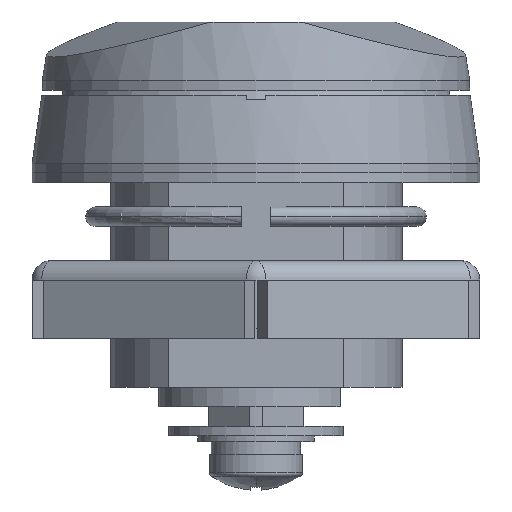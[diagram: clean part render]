
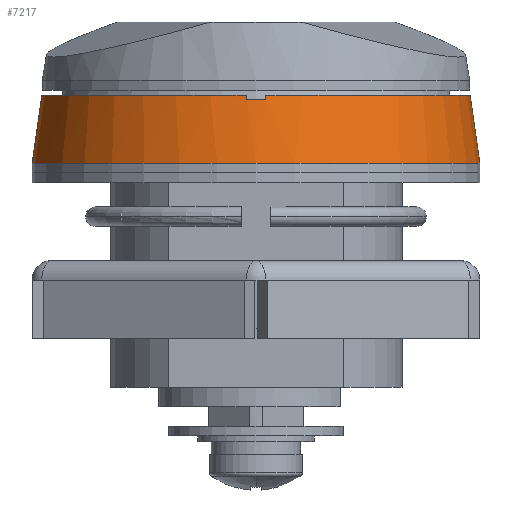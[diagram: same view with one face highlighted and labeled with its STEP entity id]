
A CAD part, front view. The second image highlights one B-rep face of the part: STEP entity #7217.
In plain terms, the highlighted conical face has half-angle 8.13 degrees and reference radius 23 mm.
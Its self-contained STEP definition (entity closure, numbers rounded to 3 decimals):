
#9 = EDGE_CURVE ( 'NONE', #910, #10218, #9818, .T. ) ;
#139 = VECTOR ( 'NONE', #4128, 1000. ) ;
#189 = CARTESIAN_POINT ( 'NONE',  ( 1., -22.028, -0.855 ) ) ;
#342 = LINE ( 'NONE', #10305, #551 ) ;
#532 = CARTESIAN_POINT ( 'NONE',  ( 22., 0., -0.5 ) ) ;
#551 = VECTOR ( 'NONE', #9157, 1000. ) ;
#849 = ORIENTED_EDGE ( 'NONE', *, *, #6763, .F. ) ;
#910 = VERTEX_POINT ( 'NONE', #10491 ) ;
#1041 = ORIENTED_EDGE ( 'NONE', *, *, #9, .T. ) ;
#1050 = EDGE_CURVE ( 'NONE', #3689, #910, #342, .T. ) ;
#1276 = CIRCLE ( 'NONE', #2840, 22.071 ) ;
#1330 = CARTESIAN_POINT ( 'NONE',  ( 1., -22.018, -0.783 ) ) ;
#1345 = DIRECTION ( 'NONE',  ( -1., 0., 0. ) ) ;
#1802 = AXIS2_PLACEMENT_3D ( 'NONE', #7857, #6719, #5584 ) ;
#1960 = AXIS2_PLACEMENT_3D ( 'NONE', #9030, #7901, #6772 ) ;
#1972 = CARTESIAN_POINT ( 'NONE',  ( -22., 0., -0.5 ) ) ;
#1978 = ORIENTED_EDGE ( 'NONE', *, *, #9406, .T. ) ;
#2076 = B_SPLINE_CURVE_WITH_KNOTS ( 'NONE', 3,
 ( #5880, #3595, #2456, #1330, #189, #10143, #9003 ),
 .UNSPECIFIED., .F., .F.,
 ( 4, 3, 4 ),
 ( 0.004, 0.004, 0.004 ),
 .UNSPECIFIED. ) ;
#2156 = ORIENTED_EDGE ( 'NONE', *, *, #8193, .T. ) ;
#2359 = CIRCLE ( 'NONE', #1802, 22. ) ;
#2456 = CARTESIAN_POINT ( 'NONE',  ( 1., -22.004, -0.689 ) ) ;
#2475 = DIRECTION ( 'NONE',  ( 0., 0., -1. ) ) ;
#2653 = B_SPLINE_CURVE_WITH_KNOTS ( 'NONE', 3,
 ( #10237, #9084, #7951, #6830, #5690, #4547, #3415 ),
 .UNSPECIFIED., .F., .F.,
 ( 4, 3, 4 ),
 ( 0.004, 0.004, 0.004 ),
 .UNSPECIFIED. ) ;
#2840 = AXIS2_PLACEMENT_3D ( 'NONE', #7613, #6472, #5331 ) ;
#2916 = CONICAL_SURFACE ( 'NONE', #6494, 23., 0.142 ) ;
#3288 = VERTEX_POINT ( 'NONE', #4531 ) ;
#3415 = CARTESIAN_POINT ( 'NONE',  ( -1., -21.977, -0.5 ) ) ;
#3595 = CARTESIAN_POINT ( 'NONE',  ( 1., -21.991, -0.594 ) ) ;
#3689 = VERTEX_POINT ( 'NONE', #1972 ) ;
#3855 = VERTEX_POINT ( 'NONE', #6922 ) ;
#3892 = ORIENTED_EDGE ( 'NONE', *, *, #11011, .F. ) ;
#4128 = DIRECTION ( 'NONE',  ( 0.141, 0., -0.99 ) ) ;
#4318 = ORIENTED_EDGE ( 'NONE', *, *, #4707, .T. ) ;
#4505 = VERTEX_POINT ( 'NONE', #6616 ) ;
#4531 = CARTESIAN_POINT ( 'NONE',  ( -1., -21.977, -0.5 ) ) ;
#4547 = CARTESIAN_POINT ( 'NONE',  ( -1., -21.991, -0.594 ) ) ;
#4556 = CARTESIAN_POINT ( 'NONE',  ( 1., -21.977, -0.5 ) ) ;
#4707 = EDGE_CURVE ( 'NONE', #6179, #4505, #2076, .T. ) ;
#4856 = VERTEX_POINT ( 'NONE', #532 ) ;
#4913 = ORIENTED_EDGE ( 'NONE', *, *, #8487, .F. ) ;
#5075 = FACE_OUTER_BOUND ( 'NONE', #6241, .T. ) ;
#5261 = CARTESIAN_POINT ( 'NONE',  ( 23., 0., -7.5 ) ) ;
#5331 = DIRECTION ( 'NONE',  ( -1., 0., 0. ) ) ;
#5584 = DIRECTION ( 'NONE',  ( 1., 0., 0. ) ) ;
#5690 = CARTESIAN_POINT ( 'NONE',  ( -1., -22.004, -0.689 ) ) ;
#5880 = CARTESIAN_POINT ( 'NONE',  ( 1., -21.977, -0.5 ) ) ;
#6001 = DIRECTION ( 'NONE',  ( 1., 0., 0. ) ) ;
#6179 = VERTEX_POINT ( 'NONE', #4556 ) ;
#6241 = EDGE_LOOP ( 'NONE', ( #4913, #3892, #4318, #2156, #1978, #849, #10909, #1041 ) ) ;
#6399 = LINE ( 'NONE', #5261, #139 ) ;
#6472 = DIRECTION ( 'NONE',  ( 0., 0., -1. ) ) ;
#6494 = AXIS2_PLACEMENT_3D ( 'NONE', #7018, #2475, #1345 ) ;
#6499 = CIRCLE ( 'NONE', #1960, 22. ) ;
#6616 = CARTESIAN_POINT ( 'NONE',  ( 1., -22.049, -1. ) ) ;
#6719 = DIRECTION ( 'NONE',  ( 0., 0., 1. ) ) ;
#6736 = CARTESIAN_POINT ( 'NONE',  ( 23., 0., -7.5 ) ) ;
#6763 = EDGE_CURVE ( 'NONE', #3689, #3288, #6499, .T. ) ;
#6772 = DIRECTION ( 'NONE',  ( 1., 0., 0. ) ) ;
#6830 = CARTESIAN_POINT ( 'NONE',  ( -1., -22.018, -0.783 ) ) ;
#6922 = CARTESIAN_POINT ( 'NONE',  ( -1., -22.049, -1. ) ) ;
#7018 = CARTESIAN_POINT ( 'NONE',  ( 0., 0., -7.5 ) ) ;
#7113 = DIRECTION ( 'NONE',  ( 0., 0., 1. ) ) ;
#7217 = ADVANCED_FACE ( 'NONE', ( #5075 ), #2916, .T. ) ;
#7613 = CARTESIAN_POINT ( 'NONE',  ( 0., 0., -1. ) ) ;
#7857 = CARTESIAN_POINT ( 'NONE',  ( 0., 0., -0.5 ) ) ;
#7901 = DIRECTION ( 'NONE',  ( 0., 0., 1. ) ) ;
#7951 = CARTESIAN_POINT ( 'NONE',  ( -1., -22.028, -0.855 ) ) ;
#8193 = EDGE_CURVE ( 'NONE', #4505, #3855, #1276, .T. ) ;
#8262 = CARTESIAN_POINT ( 'NONE',  ( 0., 0., -7.5 ) ) ;
#8487 = EDGE_CURVE ( 'NONE', #4856, #10218, #6399, .T. ) ;
#8687 = AXIS2_PLACEMENT_3D ( 'NONE', #8262, #7113, #6001 ) ;
#9003 = CARTESIAN_POINT ( 'NONE',  ( 1., -22.049, -1. ) ) ;
#9030 = CARTESIAN_POINT ( 'NONE',  ( 0., 0., -0.5 ) ) ;
#9084 = CARTESIAN_POINT ( 'NONE',  ( -1., -22.038, -0.928 ) ) ;
#9157 = DIRECTION ( 'NONE',  ( -0.141, 0., -0.99 ) ) ;
#9406 = EDGE_CURVE ( 'NONE', #3855, #3288, #2653, .T. ) ;
#9818 = CIRCLE ( 'NONE', #8687, 23. ) ;
#10143 = CARTESIAN_POINT ( 'NONE',  ( 1., -22.038, -0.928 ) ) ;
#10218 = VERTEX_POINT ( 'NONE', #6736 ) ;
#10237 = CARTESIAN_POINT ( 'NONE',  ( -1., -22.049, -1. ) ) ;
#10305 = CARTESIAN_POINT ( 'NONE',  ( -23., 0., -7.5 ) ) ;
#10491 = CARTESIAN_POINT ( 'NONE',  ( -23., 0., -7.5 ) ) ;
#10909 = ORIENTED_EDGE ( 'NONE', *, *, #1050, .T. ) ;
#11011 = EDGE_CURVE ( 'NONE', #6179, #4856, #2359, .T. ) ;
